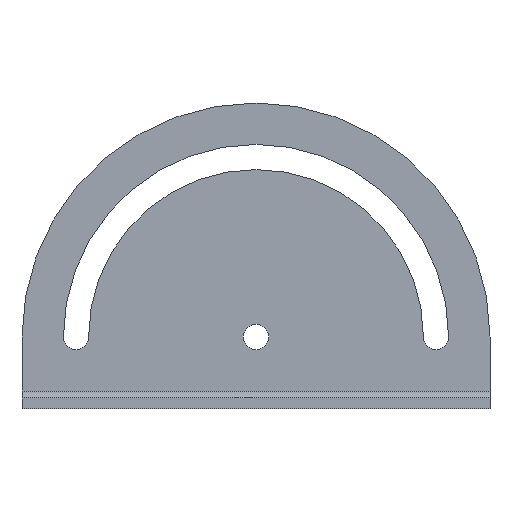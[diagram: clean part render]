
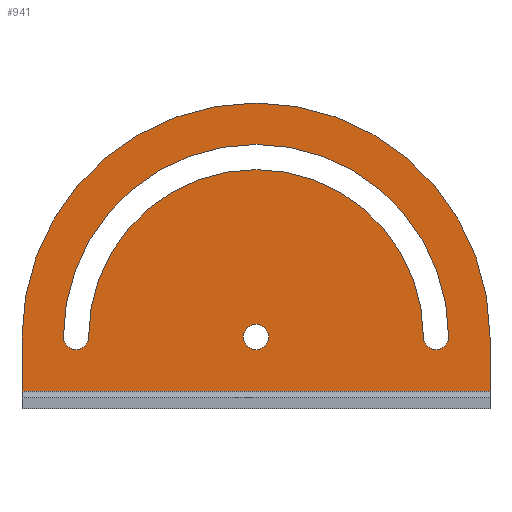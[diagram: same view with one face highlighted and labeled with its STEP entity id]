
A CAD part, top view. The second image highlights one B-rep face of the part: STEP entity #941.
In plain terms, the highlighted planar face has unit normal (0, 0, 1).
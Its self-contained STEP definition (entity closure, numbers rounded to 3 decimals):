
#57 = ORIENTED_EDGE ( 'NONE', *, *, #871, .F. ) ;
#59 = ORIENTED_EDGE ( 'NONE', *, *, #875, .T. ) ;
#60 = ORIENTED_EDGE ( 'NONE', *, *, #878, .F. ) ;
#61 = ORIENTED_EDGE ( 'NONE', *, *, #882, .F. ) ;
#62 = ORIENTED_EDGE ( 'NONE', *, *, #853, .F. ) ;
#63 = ORIENTED_EDGE ( 'NONE', *, *, #879, .F. ) ;
#64 = ORIENTED_EDGE ( 'NONE', *, *, #868, .F. ) ;
#65 = ORIENTED_EDGE ( 'NONE', *, *, #883, .T. ) ;
#66 = ORIENTED_EDGE ( 'NONE', *, *, #913, .T. ) ;
#67 = ORIENTED_EDGE ( 'NONE', *, *, #861, .T. ) ;
#148 = VERTEX_POINT ( 'NONE', #725 ) ;
#149 = VERTEX_POINT ( 'NONE', #732 ) ;
#158 = VERTEX_POINT ( 'NONE', #727 ) ;
#160 = VERTEX_POINT ( 'NONE', #707 ) ;
#163 = VERTEX_POINT ( 'NONE', #717 ) ;
#166 = VERTEX_POINT ( 'NONE', #706 ) ;
#171 = VERTEX_POINT ( 'NONE', #691 ) ;
#176 = VERTEX_POINT ( 'NONE', #685 ) ;
#177 = VERTEX_POINT ( 'NONE', #683 ) ;
#192 = VERTEX_POINT ( 'NONE', #651 ) ;
#201 = EDGE_LOOP ( 'NONE', ( #57, #59, #60, #61 ) ) ;
#206 = EDGE_LOOP ( 'NONE', ( #64, #65, #66, #67 ) ) ;
#209 = EDGE_LOOP ( 'NONE', ( #62, #63 ) ) ;
#251 = FACE_BOUND ( 'NONE', #201, .T. ) ;
#272 = CIRCLE ( 'NONE', #824, 53.5 ) ;
#277 = CIRCLE ( 'NONE', #828, 3.5 ) ;
#280 = VECTOR ( 'NONE', #553, 1000. ) ;
#284 = LINE ( 'NONE', #555, #280 ) ;
#288 = CIRCLE ( 'NONE', #830, 46.5 ) ;
#292 = CIRCLE ( 'NONE', #840, 3.5 ) ;
#293 = CIRCLE ( 'NONE', #832, 3.5 ) ;
#295 = VECTOR ( 'NONE', #748, 1000. ) ;
#300 = LINE ( 'NONE', #743, #295 ) ;
#306 = FACE_BOUND ( 'NONE', #209, .T. ) ;
#359 = FACE_OUTER_BOUND ( 'NONE', #206, .T. ) ;
#381 = VECTOR ( 'NONE', #665, 1000. ) ;
#383 = LINE ( 'NONE', #666, #381 ) ;
#396 = CIRCLE ( 'NONE', #836, 65. ) ;
#408 = CIRCLE ( 'NONE', #827, 3.5 ) ;
#459 = DIRECTION ( 'NONE',  ( 1., 0., 0. ) ) ;
#461 = PLANE ( 'NONE',  #790 ) ;
#463 = CARTESIAN_POINT ( 'NONE',  ( 941.41, 88.959, 3. ) ) ;
#466 = DIRECTION ( 'NONE',  ( 0., 0., 1. ) ) ;
#553 = DIRECTION ( 'NONE',  ( 0., 1., 0. ) ) ;
#555 = CARTESIAN_POINT ( 'NONE',  ( 1006.41, 88.959, 3. ) ) ;
#561 = DIRECTION ( 'NONE',  ( 1., 0., 0. ) ) ;
#564 = DIRECTION ( 'NONE',  ( 0., 0., 1. ) ) ;
#566 = CARTESIAN_POINT ( 'NONE',  ( 941.41, 187.413, 3. ) ) ;
#651 = CARTESIAN_POINT ( 'NONE',  ( 894.91, 187.413, 3. ) ) ;
#656 = DIRECTION ( 'NONE',  ( 1., 0., 0. ) ) ;
#658 = DIRECTION ( 'NONE',  ( 0., 0., 1. ) ) ;
#659 = CARTESIAN_POINT ( 'NONE',  ( 941.41, 187.413, 3. ) ) ;
#665 = DIRECTION ( 'NONE',  ( 1., 0., 0. ) ) ;
#666 = CARTESIAN_POINT ( 'NONE',  ( 1006.41, 172.413, 3. ) ) ;
#674 = DIRECTION ( 'NONE',  ( 1., 0., 0. ) ) ;
#677 = DIRECTION ( 'NONE',  ( 0., 0., 1. ) ) ;
#678 = CARTESIAN_POINT ( 'NONE',  ( 941.41, 187.413, 3. ) ) ;
#679 = DIRECTION ( 'NONE',  ( 1., 0., 0. ) ) ;
#680 = DIRECTION ( 'NONE',  ( 0., 0., 1. ) ) ;
#683 = CARTESIAN_POINT ( 'NONE',  ( 937.91, 187.413, 3. ) ) ;
#684 = CARTESIAN_POINT ( 'NONE',  ( 891.41, 187.413, 3. ) ) ;
#685 = CARTESIAN_POINT ( 'NONE',  ( 944.91, 187.413, 3. ) ) ;
#691 = CARTESIAN_POINT ( 'NONE',  ( 876.41, 187.413, 3. ) ) ;
#693 = DIRECTION ( 'NONE',  ( 1., 0., 0. ) ) ;
#694 = DIRECTION ( 'NONE',  ( 0., 0., 1. ) ) ;
#695 = CARTESIAN_POINT ( 'NONE',  ( 941.41, 187.413, 3. ) ) ;
#706 = CARTESIAN_POINT ( 'NONE',  ( 1006.41, 187.413, 3. ) ) ;
#707 = CARTESIAN_POINT ( 'NONE',  ( 994.91, 187.413, 3. ) ) ;
#713 = DIRECTION ( 'NONE',  ( 1., 0., 0. ) ) ;
#714 = DIRECTION ( 'NONE',  ( 0., 0., 1. ) ) ;
#715 = CARTESIAN_POINT ( 'NONE',  ( 991.41, 187.413, 3. ) ) ;
#717 = CARTESIAN_POINT ( 'NONE',  ( 1006.41, 172.413, 3. ) ) ;
#725 = CARTESIAN_POINT ( 'NONE',  ( 987.91, 187.413, 3. ) ) ;
#727 = CARTESIAN_POINT ( 'NONE',  ( 887.91, 187.413, 3. ) ) ;
#732 = CARTESIAN_POINT ( 'NONE',  ( 876.41, 172.413, 3. ) ) ;
#743 = CARTESIAN_POINT ( 'NONE',  ( 876.41, 88.959, 3. ) ) ;
#748 = DIRECTION ( 'NONE',  ( 0., 1., 0. ) ) ;
#750 = DIRECTION ( 'NONE',  ( 1., 0., 0. ) ) ;
#751 = DIRECTION ( 'NONE',  ( 0., 0., 1. ) ) ;
#752 = CARTESIAN_POINT ( 'NONE',  ( 941.41, 187.413, 3. ) ) ;
#790 = AXIS2_PLACEMENT_3D ( 'NONE', #463, #466, #459 ) ;
#824 = AXIS2_PLACEMENT_3D ( 'NONE', #659, #658, #656 ) ;
#827 = AXIS2_PLACEMENT_3D ( 'NONE', #678, #677, #674 ) ;
#828 = AXIS2_PLACEMENT_3D ( 'NONE', #684, #680, #679 ) ;
#830 = AXIS2_PLACEMENT_3D ( 'NONE', #695, #694, #693 ) ;
#832 = AXIS2_PLACEMENT_3D ( 'NONE', #715, #714, #713 ) ;
#836 = AXIS2_PLACEMENT_3D ( 'NONE', #752, #751, #750 ) ;
#840 = AXIS2_PLACEMENT_3D ( 'NONE', #566, #564, #561 ) ;
#853 = EDGE_CURVE ( 'NONE', #177, #176, #292, .T. ) ;
#861 = EDGE_CURVE ( 'NONE', #166, #171, #396, .T. ) ;
#868 = EDGE_CURVE ( 'NONE', #149, #171, #300, .T. ) ;
#871 = EDGE_CURVE ( 'NONE', #148, #160, #293, .T. ) ;
#875 = EDGE_CURVE ( 'NONE', #148, #192, #288, .T. ) ;
#878 = EDGE_CURVE ( 'NONE', #158, #192, #277, .T. ) ;
#879 = EDGE_CURVE ( 'NONE', #176, #177, #408, .T. ) ;
#882 = EDGE_CURVE ( 'NONE', #160, #158, #272, .T. ) ;
#883 = EDGE_CURVE ( 'NONE', #149, #163, #383, .T. ) ;
#913 = EDGE_CURVE ( 'NONE', #163, #166, #284, .T. ) ;
#941 = ADVANCED_FACE ( 'NONE', ( #251, #306, #359 ), #461, .T. ) ;
